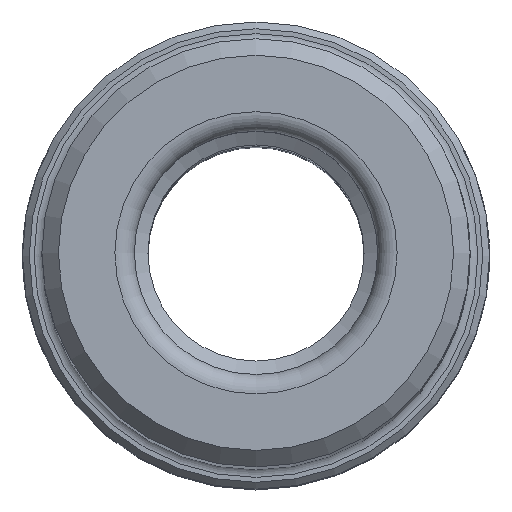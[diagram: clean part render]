
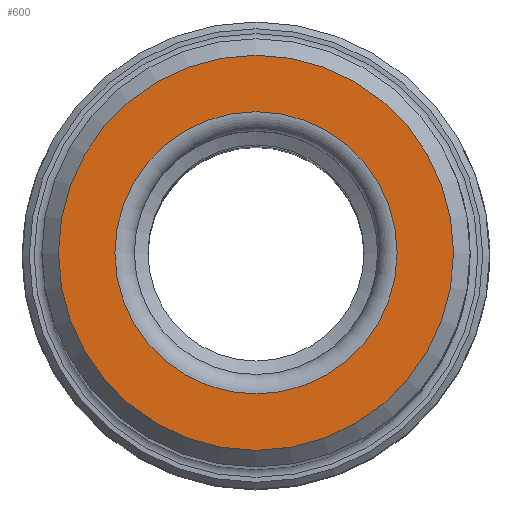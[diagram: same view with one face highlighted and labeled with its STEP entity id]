
A CAD part, top view. The second image highlights one B-rep face of the part: STEP entity #600.
In plain terms, the highlighted planar face has unit normal (0, 0, 1).
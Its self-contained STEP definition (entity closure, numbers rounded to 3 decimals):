
#32=PLANE('',#657);
#108=ORIENTED_EDGE('',*,*,#179,.F.);
#109=ORIENTED_EDGE('',*,*,#178,.T.);
#178=EDGE_CURVE('',#218,#218,#240,.T.);
#179=EDGE_CURVE('',#219,#219,#241,.T.);
#218=VERTEX_POINT('',#881);
#219=VERTEX_POINT('',#884);
#240=CIRCLE('',#656,10.15);
#241=CIRCLE('',#658,7.25);
#275=EDGE_LOOP('',(#108));
#276=EDGE_LOOP('',(#109));
#331=FACE_BOUND('',#275,.T.);
#332=FACE_BOUND('',#276,.T.);
#600=ADVANCED_FACE('',(#331,#332),#32,.F.);
#656=AXIS2_PLACEMENT_3D('',#880,#755,#756);
#657=AXIS2_PLACEMENT_3D('',#882,#757,#758);
#658=AXIS2_PLACEMENT_3D('',#883,#759,#760);
#755=DIRECTION('',(0.,0.,1.));
#756=DIRECTION('',(1.,0.,0.));
#757=DIRECTION('',(0.,0.,-1.));
#758=DIRECTION('',(-1.,0.,0.));
#759=DIRECTION('',(0.,0.,1.));
#760=DIRECTION('',(1.,0.,0.));
#880=CARTESIAN_POINT('',(0.,0.,119.));
#881=CARTESIAN_POINT('',(10.15,0.,119.));
#882=CARTESIAN_POINT('',(10.15,0.,119.));
#883=CARTESIAN_POINT('',(0.,0.,119.));
#884=CARTESIAN_POINT('',(7.25,0.,119.));
